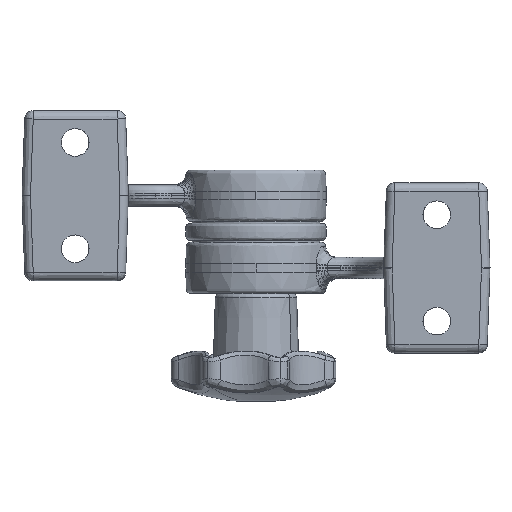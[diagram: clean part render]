
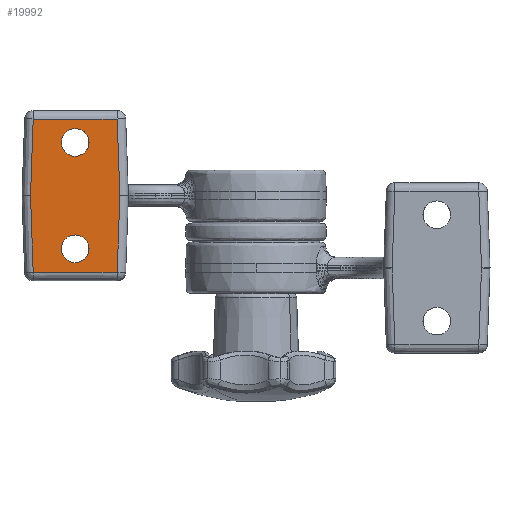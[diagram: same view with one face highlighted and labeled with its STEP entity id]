
A CAD part, front view. The second image highlights one B-rep face of the part: STEP entity #19992.
In plain terms, the highlighted face is planar.
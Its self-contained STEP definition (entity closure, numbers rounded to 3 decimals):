
#1065 = FACE_BOUND ( 'NONE', #80864, .T. ) ;
#2064 = CIRCLE ( 'NONE', #17771, 3.25 ) ;
#2082 = CARTESIAN_POINT ( 'NONE',  ( 75.9, 33.12, 0. ) ) ;
#3607 = EDGE_CURVE ( 'NONE', #70225, #46003, #86082, .T. ) ;
#5666 = EDGE_CURVE ( 'NONE', #35628, #85882, #81068, .T. ) ;
#5908 = DIRECTION ( 'NONE',  ( 0., -1., 0. ) ) ;
#6913 = DIRECTION ( 'NONE',  ( 0., 0., -1. ) ) ;
#8915 = AXIS2_PLACEMENT_3D ( 'NONE', #51749, #6913, #81837 ) ;
#8955 = DIRECTION ( 'NONE',  ( -0.999, 0.035, 0. ) ) ;
#9230 = ORIENTED_EDGE ( 'NONE', *, *, #45644, .T. ) ;
#12110 = DIRECTION ( 'NONE',  ( -1., 0., 0. ) ) ;
#12204 = EDGE_CURVE ( 'NONE', #57688, #57958, #2064, .T. ) ;
#12579 = EDGE_CURVE ( 'NONE', #37141, #33821, #44307, .T. ) ;
#14926 = AXIS2_PLACEMENT_3D ( 'NONE', #28905, #43681, #80180 ) ;
#15204 = AXIS2_PLACEMENT_3D ( 'NONE', #41197, #86583, #12110 ) ;
#15920 = CARTESIAN_POINT ( 'NONE',  ( 75.9, 13.38, 0. ) ) ;
#17771 = AXIS2_PLACEMENT_3D ( 'NONE', #39317, #68389, #45725 ) ;
#19992 = ADVANCED_FACE ( 'NONE', ( #77393, #1065, #85305 ), #31573, .T. ) ;
#20439 = DIRECTION ( 'NONE',  ( 0., 1., 0. ) ) ;
#20962 = DIRECTION ( 'NONE',  ( -0.999, -0.035, 0. ) ) ;
#21281 = CIRCLE ( 'NONE', #14926, 3.25 ) ;
#22595 = CARTESIAN_POINT ( 'NONE',  ( 39.9, 13.38, 0. ) ) ;
#24738 = LINE ( 'NONE', #2082, #33924 ) ;
#27068 = ORIENTED_EDGE ( 'NONE', *, *, #12579, .T. ) ;
#27822 = ORIENTED_EDGE ( 'NONE', *, *, #3607, .T. ) ;
#28905 = CARTESIAN_POINT ( 'NONE',  ( 45.4, 23.25, 0. ) ) ;
#29080 = VERTEX_POINT ( 'NONE', #49691 ) ;
#29983 = LINE ( 'NONE', #22595, #68557 ) ;
#31088 = CARTESIAN_POINT ( 'NONE',  ( 79.779, 9.448, 0. ) ) ;
#31573 = PLANE ( 'NONE',  #88741 ) ;
#33821 = VERTEX_POINT ( 'NONE', #38457 ) ;
#33924 = VECTOR ( 'NONE', #8955, 1000. ) ;
#35628 = VERTEX_POINT ( 'NONE', #15920 ) ;
#37141 = VERTEX_POINT ( 'NONE', #49590 ) ;
#38457 = CARTESIAN_POINT ( 'NONE',  ( 39.9, 13.38, 0. ) ) ;
#38824 = DIRECTION ( 'NONE',  ( 0.999, 0.035, 0. ) ) ;
#39317 = CARTESIAN_POINT ( 'NONE',  ( 70.4, 23.25, 0. ) ) ;
#39784 = EDGE_LOOP ( 'NONE', ( #27822, #95282 ) ) ;
#41197 = CARTESIAN_POINT ( 'NONE',  ( 70.4, 23.25, 0. ) ) ;
#41736 = VECTOR ( 'NONE', #20962, 1000. ) ;
#43195 = CARTESIAN_POINT ( 'NONE',  ( 75.9, 33.12, 0. ) ) ;
#43322 = ORIENTED_EDGE ( 'NONE', *, *, #5666, .T. ) ;
#43681 = DIRECTION ( 'NONE',  ( 0., 0., -1. ) ) ;
#44307 = LINE ( 'NONE', #73401, #76037 ) ;
#45644 = EDGE_CURVE ( 'NONE', #33821, #70714, #29983, .T. ) ;
#45725 = DIRECTION ( 'NONE',  ( -1., 0., 0. ) ) ;
#46003 = VERTEX_POINT ( 'NONE', #92565 ) ;
#46808 = ORIENTED_EDGE ( 'NONE', *, *, #12204, .T. ) ;
#49590 = CARTESIAN_POINT ( 'NONE',  ( 39.9, 33.12, 0. ) ) ;
#49691 = CARTESIAN_POINT ( 'NONE',  ( 57.9, 33.749, 0. ) ) ;
#51749 = CARTESIAN_POINT ( 'NONE',  ( 45.4, 23.25, 0. ) ) ;
#54537 = EDGE_CURVE ( 'NONE', #57958, #57688, #59210, .T. ) ;
#55777 = VECTOR ( 'NONE', #38824, 1000. ) ;
#57645 = CARTESIAN_POINT ( 'NONE',  ( 48.65, 23.25, 0. ) ) ;
#57688 = VERTEX_POINT ( 'NONE', #71467 ) ;
#57958 = VERTEX_POINT ( 'NONE', #72925 ) ;
#59210 = CIRCLE ( 'NONE', #15204, 3.25 ) ;
#59350 = LINE ( 'NONE', #96386, #41736 ) ;
#63979 = VECTOR ( 'NONE', #20439, 1000. ) ;
#65685 = EDGE_CURVE ( 'NONE', #70714, #35628, #69857, .T. ) ;
#66441 = DIRECTION ( 'NONE',  ( 0.999, -0.035, 0. ) ) ;
#68389 = DIRECTION ( 'NONE',  ( 0., 0., -1. ) ) ;
#68557 = VECTOR ( 'NONE', #66441, 1000. ) ;
#69857 = LINE ( 'NONE', #75791, #55777 ) ;
#69919 = CARTESIAN_POINT ( 'NONE',  ( 57.9, 12.751, 0. ) ) ;
#69990 = DIRECTION ( 'NONE',  ( 1., 0., 0. ) ) ;
#70225 = VERTEX_POINT ( 'NONE', #57645 ) ;
#70714 = VERTEX_POINT ( 'NONE', #69919 ) ;
#71467 = CARTESIAN_POINT ( 'NONE',  ( 67.15, 23.25, 0. ) ) ;
#72925 = CARTESIAN_POINT ( 'NONE',  ( 73.65, 23.25, 0. ) ) ;
#73401 = CARTESIAN_POINT ( 'NONE',  ( 39.9, 9.448, 0. ) ) ;
#75477 = ORIENTED_EDGE ( 'NONE', *, *, #80984, .T. ) ;
#75791 = CARTESIAN_POINT ( 'NONE',  ( 57.9, 12.751, 0. ) ) ;
#76037 = VECTOR ( 'NONE', #5908, 1000. ) ;
#76758 = ORIENTED_EDGE ( 'NONE', *, *, #94310, .T. ) ;
#76907 = DIRECTION ( 'NONE',  ( 0., 0., 1. ) ) ;
#77393 = FACE_BOUND ( 'NONE', #39784, .T. ) ;
#78708 = ORIENTED_EDGE ( 'NONE', *, *, #54537, .T. ) ;
#79336 = EDGE_LOOP ( 'NONE', ( #76758, #27068, #9230, #91571, #43322, #75477 ) ) ;
#80092 = CARTESIAN_POINT ( 'NONE',  ( 75.9, 9.448, 0. ) ) ;
#80180 = DIRECTION ( 'NONE',  ( -1., 0., 0. ) ) ;
#80864 = EDGE_LOOP ( 'NONE', ( #78708, #46808 ) ) ;
#80984 = EDGE_CURVE ( 'NONE', #85882, #29080, #24738, .T. ) ;
#81068 = LINE ( 'NONE', #80092, #63979 ) ;
#81837 = DIRECTION ( 'NONE',  ( -1., 0., 0. ) ) ;
#85305 = FACE_OUTER_BOUND ( 'NONE', #79336, .T. ) ;
#85882 = VERTEX_POINT ( 'NONE', #43195 ) ;
#86078 = EDGE_CURVE ( 'NONE', #46003, #70225, #21281, .T. ) ;
#86082 = CIRCLE ( 'NONE', #8915, 3.25 ) ;
#86583 = DIRECTION ( 'NONE',  ( 0., 0., -1. ) ) ;
#88741 = AXIS2_PLACEMENT_3D ( 'NONE', #31088, #76907, #69990 ) ;
#91571 = ORIENTED_EDGE ( 'NONE', *, *, #65685, .T. ) ;
#92565 = CARTESIAN_POINT ( 'NONE',  ( 42.15, 23.25, 0. ) ) ;
#94310 = EDGE_CURVE ( 'NONE', #29080, #37141, #59350, .T. ) ;
#95282 = ORIENTED_EDGE ( 'NONE', *, *, #86078, .T. ) ;
#96386 = CARTESIAN_POINT ( 'NONE',  ( 57.9, 33.749, 0. ) ) ;
